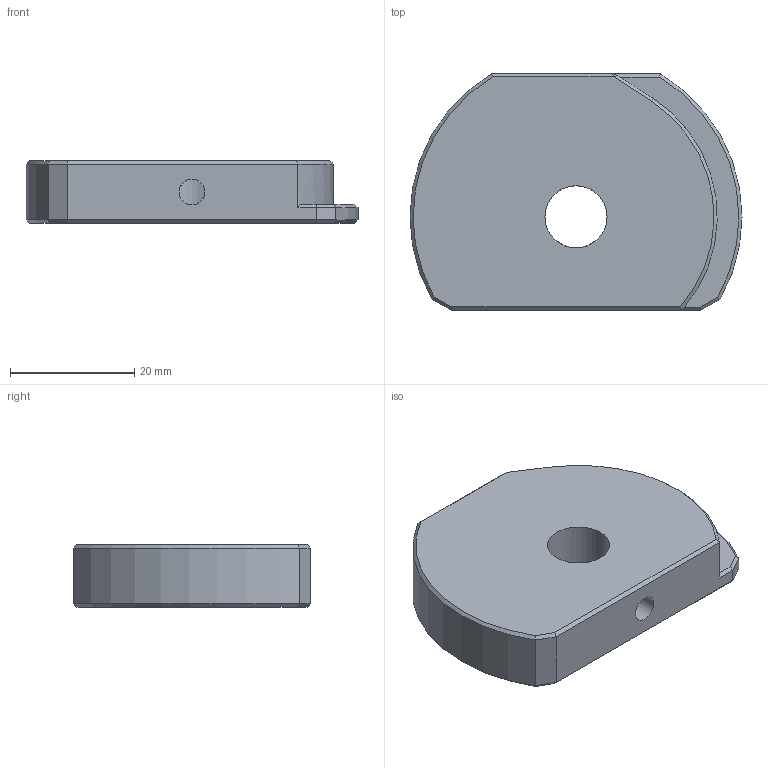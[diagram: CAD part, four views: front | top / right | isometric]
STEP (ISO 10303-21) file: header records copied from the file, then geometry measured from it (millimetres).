
FILE_DESCRIPTION(/* description */ ('Came LE','CAx-IF Rec.Pracs.---Representation and Presentation of Product Manufacturing Information (PMI)---4.0---2014-10-13'),/* implementation_level */ '2;1');
FILE_NAME(/* name */ 'JGI-010-LVTK-001.stp',/* time_stamp */ '2025-08-26T14:20:50-04:00',/* author */ ('wandr'),/* organization */ ('LIVOLTEK'),/* preprocessor_version */ 'ST-DEVELOPER v20.1',/* originating_system */ 'Autodesk Inventor 2026',/* authorisation */ '');
FILE_SCHEMA (('AP242_MANAGED_MODEL_BASED_3D_ENGINEERING_MIM_LF { 1 0 10303 442 2 1 4 }'));
Length unit declared in the file: millimetre
Products named in the file (1): JGI-010-LVTK-001
Bounding box: 53.4 x 38 x 10 mm (x, y, z)
Volume: 15839.6 mm3; surface area: 5277.2 mm2
Topology: 1 solids, 1 shells, 31 faces, 71 edges, 42 vertices
Faces by surface type: plane 21, cylinder 5, cone 5
Full cylindrical faces by diameter (mm): 4.134 x1, 10 x1
Entity records: 1185 total; most frequent: CARTESIAN_POINT 263, DIRECTION 185, ORIENTED_EDGE 142, EDGE_CURVE 71, AXIS2_PLACEMENT_3D 70, LINE 45, VECTOR 45, VERTEX_POINT 42
